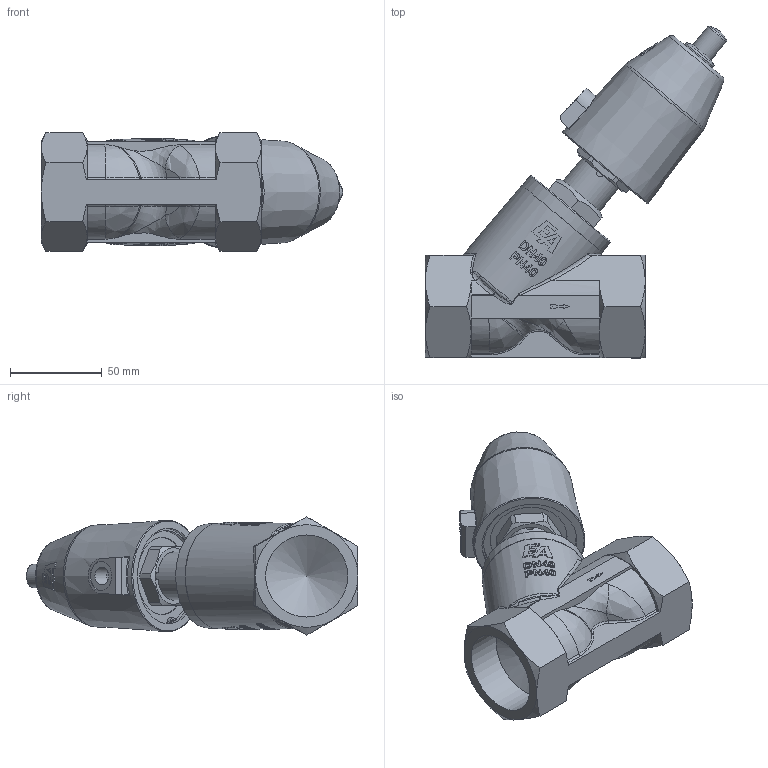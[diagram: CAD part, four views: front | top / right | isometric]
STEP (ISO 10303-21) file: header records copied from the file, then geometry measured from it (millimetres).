
FILE_DESCRIPTION(/* description */ ('DL2D3121040/OS'),/* implementation_level */ '2;1');
FILE_NAME(/* name */ 'DG2D3121040_OS.stp',/* time_stamp */ '2022-01-27T11:32:32+01:00',/* author */ ('hois'),/* organization */ (''),/* preprocessor_version */ 'ST-DEVELOPER v18.1',/* originating_system */ 'Autodesk Inventor 2020',/* authorisation */ '');
FILE_SCHEMA (('AUTOMOTIVE_DESIGN { 1 0 10303 214 3 1 1 }'));
Length unit declared in the file: millimetre
Products named in the file (7): DL2D3121040/OS; GGS0040.23.0013-K-GM; ETG0040.13.0022; DER520.06.0053; DIN0472-56x2; SZY0500.17.0142; VST1415.08.0023
Assembly tree (6 placements, depth 2):
  DL2D3121040/OS
    GGS0040.23.0013-K-GM
    ETG0040.13.0022
    DER520.06.0053
    DIN0472-56x2
    SZY0500.17.0142
    VST1415.08.0023
Bounding box: 164.46 x 181.2 x 64.66 mm (x, y, z)
Volume: 400960.7 mm3; surface area: 96992.4 mm2
Topology: 6 solids, 6 shells, 641 faces, 1732 edges, 1157 vertices
Faces by surface type: plane 298, bspline 172, cylinder 115, cone 39, torus 16, sphere 1
Full cylindrical faces by diameter (mm): 1.5 x1, 2.5 x2, 4 x1, 8.7 x1, 9.8 x1, 11 x1, 12 x2, 12.376 x1, 13 x1, 14 x2, 16 x1, 18 x1, 20 x1, 21 x1, 23.5 x1, 24 x1, 26 x2, 42 x1, 44.845 x3, 47.8 x1, 48.3 x1, 50 x1, 51 x1, 52 x3, 55.5 x1, 57 x1, 57.5 x1
Entity records: 25722 total; most frequent: CARTESIAN_POINT 10222, ORIENTED_EDGE 3446, DIRECTION 2795, EDGE_CURVE 1723, VERTEX_POINT 1157, AXIS2_PLACEMENT_3D 1054, EDGE_LOOP 720, LINE 687
